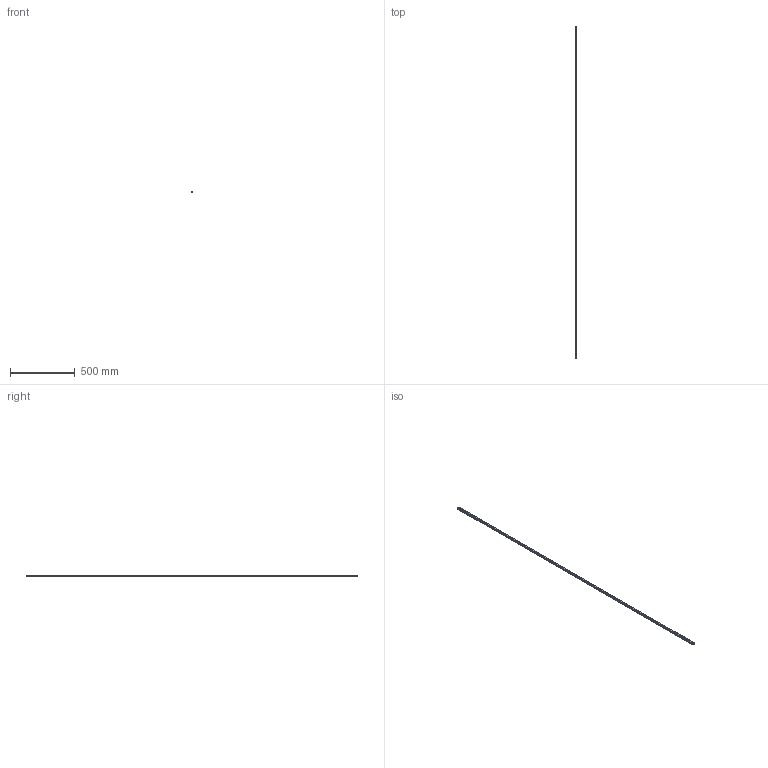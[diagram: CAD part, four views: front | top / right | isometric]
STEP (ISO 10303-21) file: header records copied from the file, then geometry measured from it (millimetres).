
FILE_DESCRIPTION(('STEP AP214'),'1');
FILE_NAME('cctmp_ECADB245-B2AF-49AE-BE04-C6406D2B07A9_2021_01_19_13_12_53_0337..stp','2021-01-19T12:12:53',('HIWIN GmbH'),('CADClick - www.CADClick.com'),'Spatial InterOp 3D',' ','unknown authorization');
FILE_SCHEMA(('AUTOMOTIVE_DESIGN'));
Length unit declared in the file: millimetre
Products named in the file (1): HGR15T2570C_FILE
Bounding box: 15 x 2570 x 15 mm (x, y, z)
Volume: 482399.7 mm3; surface area: 163089.5 mm2
Topology: 1 solids, 1 shells, 287 faces, 757 edges, 433 vertices
Faces by surface type: cylinder 112, plane 89, cone 86
Entity records: 10505 total; most frequent: DIRECTION 1471, CARTESIAN_POINT 1392, ORIENTED_EDGE 1342, EDGE_CURVE 671, AXIS2_PLACEMENT_3D 512, LINE 447, VECTOR 447, VERTEX_POINT 433
